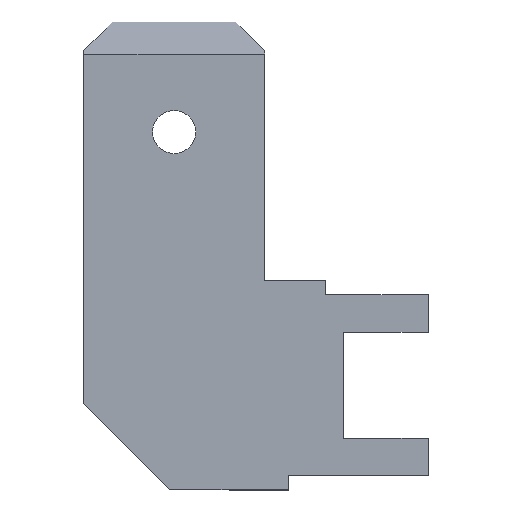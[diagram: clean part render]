
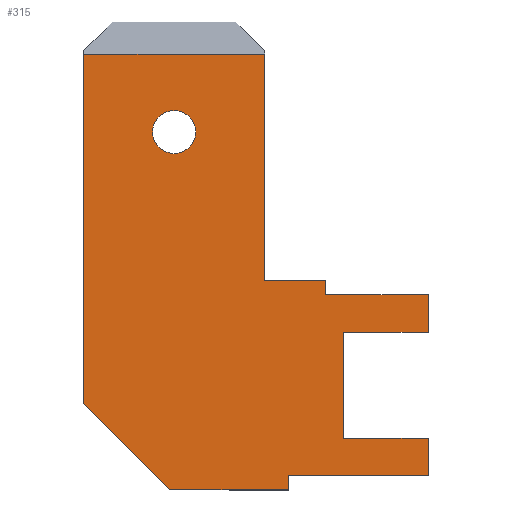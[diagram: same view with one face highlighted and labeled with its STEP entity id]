
A CAD part, top view. The second image highlights one B-rep face of the part: STEP entity #315.
In plain terms, the highlighted planar face has unit normal (0, 0, 1).
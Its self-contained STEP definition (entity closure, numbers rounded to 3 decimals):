
#3 = AXIS2_PLACEMENT_3D ( 'NONE', #414, #369, #357 ) ;
#6 = DIRECTION ( 'NONE',  ( 0., 1., 0. ) ) ;
#8 = ORIENTED_EDGE ( 'NONE', *, *, #508, .T. ) ;
#12 = CARTESIAN_POINT ( 'NONE',  ( 12., 3.8, 0.8 ) ) ;
#16 = VERTEX_POINT ( 'NONE', #213 ) ;
#17 = DIRECTION ( 'NONE',  ( -1., 0., 0. ) ) ;
#19 = VERTEX_POINT ( 'NONE', #599 ) ;
#22 = EDGE_CURVE ( 'NONE', #196, #198, #329, .T. ) ;
#24 = ORIENTED_EDGE ( 'NONE', *, *, #571, .T. ) ;
#29 = VERTEX_POINT ( 'NONE', #12 ) ;
#51 = CARTESIAN_POINT ( 'NONE',  ( 12., 2.5, 0.8 ) ) ;
#55 = VECTOR ( 'NONE', #17, 1000. ) ;
#58 = DIRECTION ( 'NONE',  ( 0., -1., 0. ) ) ;
#63 = CARTESIAN_POINT ( 'NONE',  ( 0., 0., 0.8 ) ) ;
#65 = VERTEX_POINT ( 'NONE', #111 ) ;
#67 = LINE ( 'NONE', #541, #300 ) ;
#71 = VECTOR ( 'NONE', #256, 1000. ) ;
#73 = CARTESIAN_POINT ( 'NONE',  ( 7.12, -3., 0.8 ) ) ;
#77 = DIRECTION ( 'NONE',  ( 0., 1., 0. ) ) ;
#89 = VECTOR ( 'NONE', #718, 1000. ) ;
#106 = DIRECTION ( 'NONE',  ( 0., 1., 0. ) ) ;
#107 = CARTESIAN_POINT ( 'NONE',  ( 9.045, -1.2, 0.8 ) ) ;
#111 = CARTESIAN_POINT ( 'NONE',  ( 6.3, 4.3, 0.8 ) ) ;
#115 = CARTESIAN_POINT ( 'NONE',  ( 8.427, 4.3, 0.8 ) ) ;
#116 = VERTEX_POINT ( 'NONE', #401 ) ;
#119 = CARTESIAN_POINT ( 'NONE',  ( 7.12, -3., 0.8 ) ) ;
#120 = LINE ( 'NONE', #358, #559 ) ;
#128 = VECTOR ( 'NONE', #425, 1000. ) ;
#136 = CARTESIAN_POINT ( 'NONE',  ( 3.9, 9.466, 0.8 ) ) ;
#142 = LINE ( 'NONE', #540, #55 ) ;
#166 = LINE ( 'NONE', #622, #749 ) ;
#174 = ORIENTED_EDGE ( 'NONE', *, *, #262, .F. ) ;
#179 = LINE ( 'NONE', #635, #726 ) ;
#180 = ORIENTED_EDGE ( 'NONE', *, *, #737, .T. ) ;
#186 = DIRECTION ( 'NONE',  ( -1., 0., 0. ) ) ;
#194 = CARTESIAN_POINT ( 'NONE',  ( 7.12, -2.5, 0.8 ) ) ;
#196 = VERTEX_POINT ( 'NONE', #348 ) ;
#198 = VERTEX_POINT ( 'NONE', #115 ) ;
#202 = EDGE_LOOP ( 'NONE', ( #610, #180, #555, #734, #24, #762, #446, #387, #438, #8, #679, #214, #636, #359, #430 ) ) ;
#213 = CARTESIAN_POINT ( 'NONE',  ( 12., -1.2, 0.8 ) ) ;
#214 = ORIENTED_EDGE ( 'NONE', *, *, #468, .T. ) ;
#215 = DIRECTION ( 'NONE',  ( -1., 0., 0. ) ) ;
#219 = CARTESIAN_POINT ( 'NONE',  ( 7.12, -2.5, 0.8 ) ) ;
#230 = CARTESIAN_POINT ( 'NONE',  ( 3., -3., 0.8 ) ) ;
#231 = EDGE_CURVE ( 'NONE', #710, #16, #120, .T. ) ;
#232 = DIRECTION ( 'NONE',  ( -1., 0., 0. ) ) ;
#235 = LINE ( 'NONE', #702, #500 ) ;
#246 = LINE ( 'NONE', #713, #701 ) ;
#256 = DIRECTION ( 'NONE',  ( 0., 1., 0. ) ) ;
#262 = EDGE_CURVE ( 'NONE', #274, #380, #642, .T. ) ;
#263 = LINE ( 'NONE', #194, #89 ) ;
#274 = VERTEX_POINT ( 'NONE', #692 ) ;
#275 = DIRECTION ( 'NONE',  ( 1., 0., 0. ) ) ;
#282 = EDGE_CURVE ( 'NONE', #16, #321, #755, .T. ) ;
#284 = VECTOR ( 'NONE', #232, 1000. ) ;
#296 = LINE ( 'NONE', #63, #128 ) ;
#300 = VECTOR ( 'NONE', #6, 1000. ) ;
#305 = CARTESIAN_POINT ( 'NONE',  ( 0., 0., 0.8 ) ) ;
#314 = DIRECTION ( 'NONE',  ( 0., 0., 1. ) ) ;
#315 = ADVANCED_FACE ( 'NONE', ( #752, #519 ), #743, .F. ) ;
#318 = AXIS2_PLACEMENT_3D ( 'NONE', #733, #314, #338 ) ;
#321 = VERTEX_POINT ( 'NONE', #107 ) ;
#329 = LINE ( 'NONE', #445, #442 ) ;
#337 = LINE ( 'NONE', #754, #363 ) ;
#338 = DIRECTION ( 'NONE',  ( 1., 0., 0. ) ) ;
#348 = CARTESIAN_POINT ( 'NONE',  ( 8.427, 3.8, 0.8 ) ) ;
#356 = EDGE_CURVE ( 'NONE', #380, #274, #443, .T. ) ;
#357 = DIRECTION ( 'NONE',  ( 1., 0., 0. ) ) ;
#358 = CARTESIAN_POINT ( 'NONE',  ( 12., -2.5, 0.8 ) ) ;
#359 = ORIENTED_EDGE ( 'NONE', *, *, #22, .T. ) ;
#363 = VECTOR ( 'NONE', #627, 1000. ) ;
#369 = DIRECTION ( 'NONE',  ( 0., 0., 1. ) ) ;
#373 = DIRECTION ( 'NONE',  ( 0., 1., 0. ) ) ;
#376 = VERTEX_POINT ( 'NONE', #305 ) ;
#380 = VERTEX_POINT ( 'NONE', #136 ) ;
#387 = ORIENTED_EDGE ( 'NONE', *, *, #231, .T. ) ;
#391 = DIRECTION ( 'NONE',  ( 0., 1., 0. ) ) ;
#399 = EDGE_CURVE ( 'NONE', #29, #196, #235, .T. ) ;
#401 = CARTESIAN_POINT ( 'NONE',  ( 9.045, 2.5, 0.8 ) ) ;
#404 = EDGE_CURVE ( 'NONE', #488, #376, #179, .T. ) ;
#414 = CARTESIAN_POINT ( 'NONE',  ( 3.15, 9.466, 0.8 ) ) ;
#416 = VERTEX_POINT ( 'NONE', #119 ) ;
#425 = DIRECTION ( 'NONE',  ( 0.707, -0.707, 0. ) ) ;
#426 = EDGE_CURVE ( 'NONE', #198, #65, #246, .T. ) ;
#428 = CARTESIAN_POINT ( 'NONE',  ( 12., -2.5, 0.8 ) ) ;
#430 = ORIENTED_EDGE ( 'NONE', *, *, #426, .T. ) ;
#438 = ORIENTED_EDGE ( 'NONE', *, *, #282, .T. ) ;
#442 = VECTOR ( 'NONE', #77, 1000. ) ;
#443 = CIRCLE ( 'NONE', #3, 0.75 ) ;
#445 = CARTESIAN_POINT ( 'NONE',  ( 8.427, 3.8, 0.8 ) ) ;
#446 = ORIENTED_EDGE ( 'NONE', *, *, #745, .T. ) ;
#450 = ORIENTED_EDGE ( 'NONE', *, *, #356, .F. ) ;
#459 = DIRECTION ( 'NONE',  ( 0., 0., -1. ) ) ;
#468 = EDGE_CURVE ( 'NONE', #618, #29, #67, .T. ) ;
#488 = VERTEX_POINT ( 'NONE', #750 ) ;
#500 = VECTOR ( 'NONE', #767, 1000. ) ;
#508 = EDGE_CURVE ( 'NONE', #321, #116, #742, .T. ) ;
#519 = FACE_BOUND ( 'NONE', #598, .T. ) ;
#522 = CARTESIAN_POINT ( 'NONE',  ( 6.3, 12.18, 0.8 ) ) ;
#540 = CARTESIAN_POINT ( 'NONE',  ( 0., 12.18, 0.8 ) ) ;
#541 = CARTESIAN_POINT ( 'NONE',  ( 12., 2.5, 0.8 ) ) ;
#543 = VERTEX_POINT ( 'NONE', #219 ) ;
#550 = VECTOR ( 'NONE', #391, 1000. ) ;
#555 = ORIENTED_EDGE ( 'NONE', *, *, #404, .T. ) ;
#559 = VECTOR ( 'NONE', #373, 1000. ) ;
#561 = CARTESIAN_POINT ( 'NONE',  ( 9.045, -1.2, 0.8 ) ) ;
#563 = EDGE_CURVE ( 'NONE', #116, #618, #337, .T. ) ;
#567 = LINE ( 'NONE', #230, #596 ) ;
#571 = EDGE_CURVE ( 'NONE', #19, #416, #567, .T. ) ;
#587 = EDGE_CURVE ( 'NONE', #65, #664, #166, .T. ) ;
#596 = VECTOR ( 'NONE', #275, 1000. ) ;
#598 = EDGE_LOOP ( 'NONE', ( #174, #450 ) ) ;
#599 = CARTESIAN_POINT ( 'NONE',  ( 3., -3., 0.8 ) ) ;
#610 = ORIENTED_EDGE ( 'NONE', *, *, #587, .T. ) ;
#613 = EDGE_CURVE ( 'NONE', #376, #19, #296, .T. ) ;
#618 = VERTEX_POINT ( 'NONE', #51 ) ;
#622 = CARTESIAN_POINT ( 'NONE',  ( 6.3, 4.3, 0.8 ) ) ;
#627 = DIRECTION ( 'NONE',  ( 1., 0., 0. ) ) ;
#630 = CARTESIAN_POINT ( 'NONE',  ( 12., -1.2, 0.8 ) ) ;
#635 = CARTESIAN_POINT ( 'NONE',  ( 0., 12.3, 0.8 ) ) ;
#636 = ORIENTED_EDGE ( 'NONE', *, *, #399, .T. ) ;
#642 = CIRCLE ( 'NONE', #318, 0.75 ) ;
#655 = AXIS2_PLACEMENT_3D ( 'NONE', #681, #459, #215 ) ;
#664 = VERTEX_POINT ( 'NONE', #522 ) ;
#679 = ORIENTED_EDGE ( 'NONE', *, *, #563, .T. ) ;
#681 = CARTESIAN_POINT ( 'NONE',  ( 0., 0., 0.8 ) ) ;
#692 = CARTESIAN_POINT ( 'NONE',  ( 2.4, 9.466, 0.8 ) ) ;
#701 = VECTOR ( 'NONE', #186, 1000. ) ;
#702 = CARTESIAN_POINT ( 'NONE',  ( 12., 3.8, 0.8 ) ) ;
#710 = VERTEX_POINT ( 'NONE', #428 ) ;
#713 = CARTESIAN_POINT ( 'NONE',  ( 8.427, 4.3, 0.8 ) ) ;
#718 = DIRECTION ( 'NONE',  ( 1., 0., 0. ) ) ;
#721 = LINE ( 'NONE', #73, #71 ) ;
#726 = VECTOR ( 'NONE', #58, 1000. ) ;
#728 = EDGE_CURVE ( 'NONE', #416, #543, #721, .T. ) ;
#733 = CARTESIAN_POINT ( 'NONE',  ( 3.15, 9.466, 0.8 ) ) ;
#734 = ORIENTED_EDGE ( 'NONE', *, *, #613, .T. ) ;
#737 = EDGE_CURVE ( 'NONE', #664, #488, #142, .T. ) ;
#742 = LINE ( 'NONE', #561, #550 ) ;
#743 = PLANE ( 'NONE',  #655 ) ;
#745 = EDGE_CURVE ( 'NONE', #543, #710, #263, .T. ) ;
#749 = VECTOR ( 'NONE', #106, 1000. ) ;
#750 = CARTESIAN_POINT ( 'NONE',  ( 0., 12.18, 0.8 ) ) ;
#752 = FACE_OUTER_BOUND ( 'NONE', #202, .T. ) ;
#754 = CARTESIAN_POINT ( 'NONE',  ( 9.045, 2.5, 0.8 ) ) ;
#755 = LINE ( 'NONE', #630, #284 ) ;
#762 = ORIENTED_EDGE ( 'NONE', *, *, #728, .T. ) ;
#767 = DIRECTION ( 'NONE',  ( -1., 0., 0. ) ) ;
